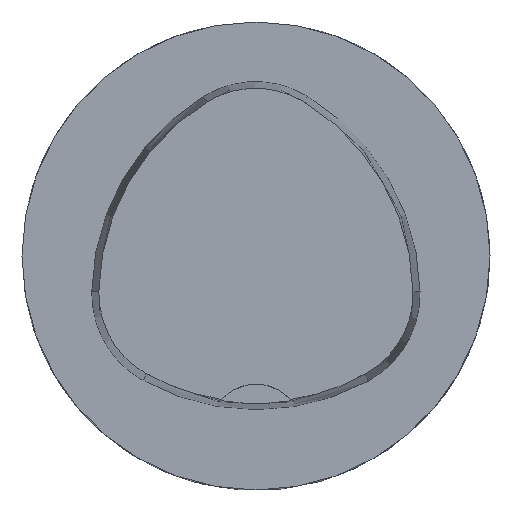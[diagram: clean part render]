
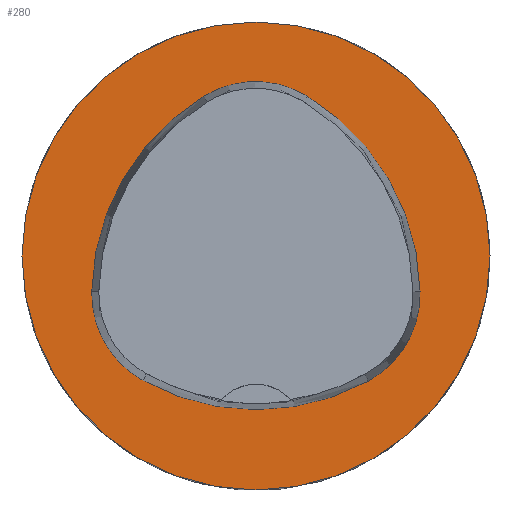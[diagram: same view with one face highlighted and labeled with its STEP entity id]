
A CAD part, top view. The second image highlights one B-rep face of the part: STEP entity #280.
In plain terms, the highlighted planar face has unit normal (0, 0, 1).
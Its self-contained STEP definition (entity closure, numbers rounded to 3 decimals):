
#280=ADVANCED_FACE('',(#543,#544),#345,.T.);
#345=PLANE('',#1531);
#543=FACE_BOUND('',#589,.T.);
#544=FACE_BOUND('',#590,.T.);
#589=EDGE_LOOP('',(#792,#793,#794,#795,#796,#797));
#590=EDGE_LOOP('',(#798));
#792=ORIENTED_EDGE('',*,*,#1249,.T.);
#793=ORIENTED_EDGE('',*,*,#1229,.T.);
#794=ORIENTED_EDGE('',*,*,#1233,.T.);
#795=ORIENTED_EDGE('',*,*,#1236,.T.);
#796=ORIENTED_EDGE('',*,*,#1239,.T.);
#797=ORIENTED_EDGE('',*,*,#1247,.T.);
#798=ORIENTED_EDGE('',*,*,#1252,.F.);
#1088=VERTEX_POINT('',#2284);
#1089=VERTEX_POINT('',#2285);
#1092=VERTEX_POINT('',#2293);
#1094=VERTEX_POINT('',#2299);
#1096=VERTEX_POINT('',#2305);
#1103=VERTEX_POINT('',#2326);
#1104=VERTEX_POINT('',#2336);
#1229=EDGE_CURVE('',#1088,#1089,#1357,.T.);
#1233=EDGE_CURVE('',#1089,#1092,#1359,.T.);
#1236=EDGE_CURVE('',#1092,#1094,#1361,.T.);
#1239=EDGE_CURVE('',#1094,#1096,#1363,.T.);
#1247=EDGE_CURVE('',#1096,#1103,#1367,.T.);
#1249=EDGE_CURVE('',#1103,#1088,#1369,.T.);
#1252=EDGE_CURVE('',#1104,#1104,#1372,.T.);
#1357=CIRCLE('',#1508,20.);
#1359=CIRCLE('',#1511,8.5);
#1361=CIRCLE('',#1514,20.);
#1363=CIRCLE('',#1517,8.5);
#1367=CIRCLE('',#1522,20.);
#1369=CIRCLE('',#1525,8.5);
#1372=CIRCLE('',#1530,20.);
#1508=AXIS2_PLACEMENT_3D('',#2283,#1762,#1763);
#1511=AXIS2_PLACEMENT_3D('',#2292,#1770,#1771);
#1514=AXIS2_PLACEMENT_3D('',#2298,#1777,#1778);
#1517=AXIS2_PLACEMENT_3D('',#2304,#1784,#1785);
#1522=AXIS2_PLACEMENT_3D('',#2327,#1796,#1797);
#1525=AXIS2_PLACEMENT_3D('',#2330,#1802,#1803);
#1530=AXIS2_PLACEMENT_3D('',#2335,#1812,#1813);
#1531=AXIS2_PLACEMENT_3D('',#2337,#1814,#1815);
#1762=DIRECTION('',(0.,0.,-1.));
#1763=DIRECTION('',(-1.,0.,0.));
#1770=DIRECTION('',(0.,0.,-1.));
#1771=DIRECTION('',(-1.,0.,0.));
#1777=DIRECTION('',(0.,0.,-1.));
#1778=DIRECTION('',(-1.,0.,0.));
#1784=DIRECTION('',(0.,0.,-1.));
#1785=DIRECTION('',(-1.,0.,0.));
#1796=DIRECTION('',(0.,0.,-1.));
#1797=DIRECTION('',(-1.,0.,0.));
#1802=DIRECTION('',(0.,0.,-1.));
#1803=DIRECTION('',(-1.,0.,0.));
#1812=DIRECTION('',(0.,0.,-1.));
#1813=DIRECTION('',(-1.,0.,0.));
#1814=DIRECTION('',(0.,0.,1.));
#1815=DIRECTION('',(1.,0.,0.));
#2283=CARTESIAN_POINT('',(5.955,-3.414,0.));
#2284=CARTESIAN_POINT('',(-14.041,-3.042,0.));
#2285=CARTESIAN_POINT('',(-4.472,13.653,0.));
#2292=CARTESIAN_POINT('',(-0.04,6.4,0.));
#2293=CARTESIAN_POINT('',(4.347,13.68,0.));
#2298=CARTESIAN_POINT('',(-5.976,-3.45,0.));
#2299=CARTESIAN_POINT('',(14.021,-3.075,0.));
#2304=CARTESIAN_POINT('',(5.522,-3.235,0.));
#2305=CARTESIAN_POINT('',(9.588,-10.699,0.));
#2326=CARTESIAN_POINT('',(-9.655,-10.639,0.));
#2327=CARTESIAN_POINT('',(0.022,6.864,0.));
#2330=CARTESIAN_POINT('',(-5.543,-3.2,0.));
#2335=CARTESIAN_POINT('',(0.,0.,
0.));
#2336=CARTESIAN_POINT('',(-20.,0.,0.));
#2337=CARTESIAN_POINT('',(0.,0.,
0.));
